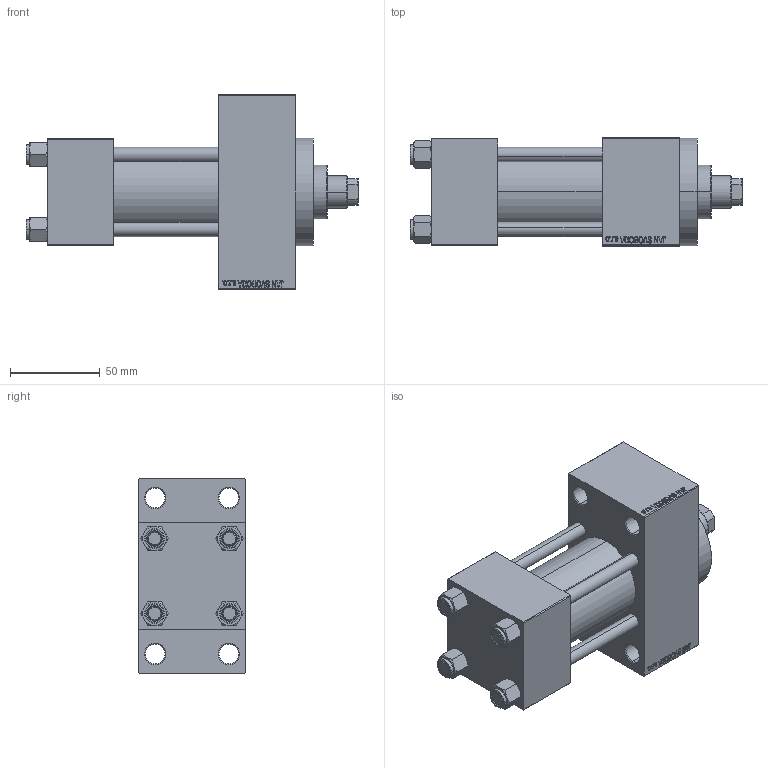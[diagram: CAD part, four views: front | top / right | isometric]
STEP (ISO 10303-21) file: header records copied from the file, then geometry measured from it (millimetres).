
FILE_DESCRIPTION (( 'STEP AP203' ), '1' );
FILE_NAME ('b706.STEP', '2022-04-15T08:57:23', ( '' ), ( '' ), 'SwSTEP 2.0', 'SolidWorks 2019', '' );
FILE_SCHEMA (( 'CONFIG_CONTROL_DESIGN' ));
Length unit declared in the file: millimetre
Products named in the file (6): b706; V215CR_D_TYCINKA 5e0b880be29ac637e14bd4ea475855c0; V215_VC_A 5e0b880be29ac637e14bd4ea475855c0; NUT_M5_D 5e0b880be29ac637e14bd4ea475855c0; V215CR_D_Body 5e0b880be29ac637e14bd4ea475855c0; V215CR_VCP_D 5e0b880be29ac637e14bd4ea475855c0
Assembly tree (11 placements, depth 2):
  b706
    V215CR_D_Body 5e0b880be29ac637e14bd4ea475855c0
    V215CR_VCP_D 5e0b880be29ac637e14bd4ea475855c0
    NUT_M5_D 5e0b880be29ac637e14bd4ea475855c0  x4
    V215CR_D_TYCINKA 5e0b880be29ac637e14bd4ea475855c0  x4
    V215_VC_A 5e0b880be29ac637e14bd4ea475855c0
Bounding box: 185 x 60 x 109 mm (x, y, z)
Volume: 517554.4 mm3; surface area: 121224.1 mm2
Topology: 11 solids, 11 shells, 1113 faces, 2772 edges, 1793 vertices
Faces by surface type: plane 500, bspline 368, cone 144, cylinder 93, torus 8
Entity records: 47481 total; most frequent: CARTESIAN_POINT 25112, ORIENTED_EDGE 5036, DIRECTION 3248, EDGE_CURVE 2518, VERTEX_POINT 1649, VECTOR 1512, LINE 1512, EDGE_LOOP 1125
